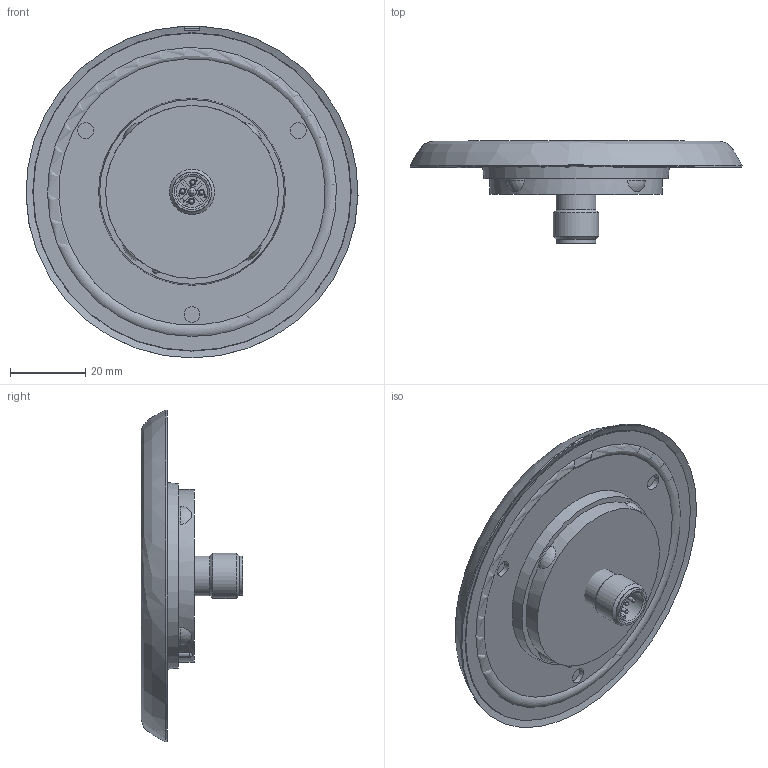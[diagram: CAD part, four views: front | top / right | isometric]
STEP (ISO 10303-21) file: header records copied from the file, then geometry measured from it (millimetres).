
FILE_DESCRIPTION (( 'STEP AP203' ), '1' );
FILE_NAME ('CAP004055-01.STEP', '2025-04-02T13:02:01', ( '' ), ( '' ), 'SwSTEP 2.0', 'SolidWorks 2024', '' );
FILE_SCHEMA (( 'CONFIG_CONTROL_DESIGN' ));
Length unit declared in the file: millimetre
Products named in the file (1): CAP004055-01
Bounding box: 87.98 x 27 x 87.95 mm (x, y, z)
Volume: 50577 mm3; surface area: 17965.2 mm2
Topology: 3 solids, 4 shells, 395 faces, 1025 edges, 679 vertices
Faces by surface type: plane 231, cylinder 63, bspline 58, cone 29, sphere 9, torus 5
Full cylindrical faces by diameter (mm): 0.77 x5, 1 x5, 1.05 x5, 8 x3, 8.3 x1, 9.4 x3, 9.5 x1, 10.4 x1, 10.5 x1, 12 x1, 45.8 x1, 50.6 x1, 81.771 x1
Entity records: 14074 total; most frequent: CARTESIAN_POINT 5387, ORIENTED_EDGE 1776, DIRECTION 1552, EDGE_CURVE 888, VERTEX_POINT 621, VECTOR 558, LINE 558, EDGE_LOOP 517
